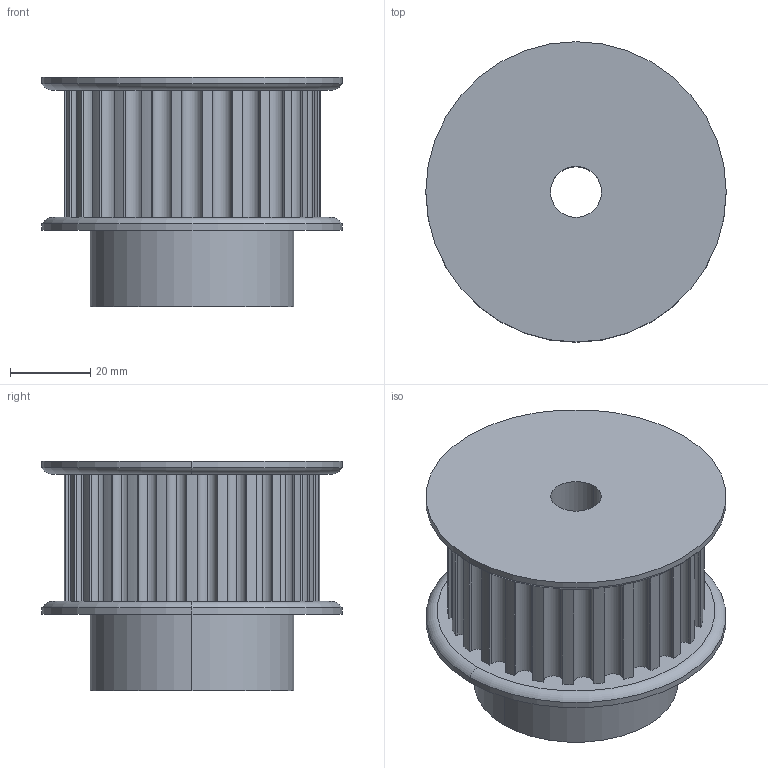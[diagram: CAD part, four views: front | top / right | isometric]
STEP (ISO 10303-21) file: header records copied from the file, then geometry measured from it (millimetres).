
FILE_DESCRIPTION (( 'STEP AP203' ), '1' );
FILE_NAME ('6497K213.step', '2017-05-17T16:57:33', ( '' ), ( '' ), 'SwSTEP 2.0', 'SolidWorks 2014', '' );
FILE_SCHEMA (( 'CONFIG_CONTROL_DESIGN' ));
Length unit declared in the file: inch
Products named in the file (1): 6497K213
Bounding box: 74.93 x 74.93 x 57.15 mm (x, y, z)
Volume: 149443.6 mm3; surface area: 27844.5 mm2
Topology: 1 solids, 1 shells, 134 faces, 383 edges, 254 vertices
Faces by surface type: cylinder 73, plane 57, torus 4
Entity records: 4512 total; most frequent: DIRECTION 807, CARTESIAN_POINT 772, ORIENTED_EDGE 766, EDGE_CURVE 383, AXIS2_PLACEMENT_3D 289, VERTEX_POINT 254, LINE 229, VECTOR 229
